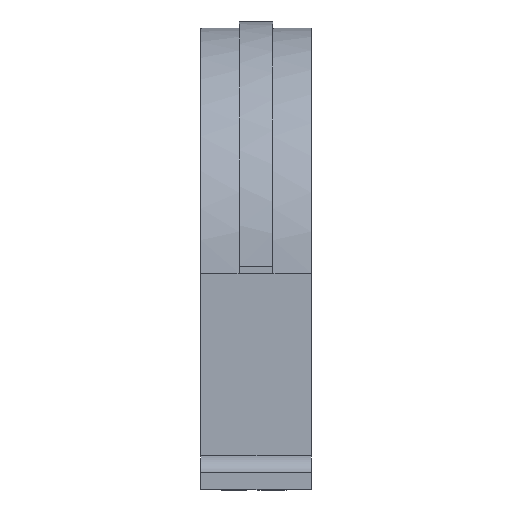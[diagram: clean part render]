
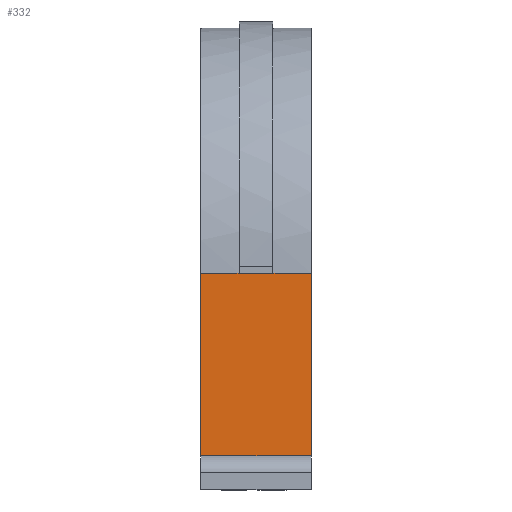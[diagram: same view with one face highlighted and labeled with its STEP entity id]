
A CAD part, left-side view. The second image highlights one B-rep face of the part: STEP entity #332.
In plain terms, the highlighted planar face has unit normal (-1, 0, 0).
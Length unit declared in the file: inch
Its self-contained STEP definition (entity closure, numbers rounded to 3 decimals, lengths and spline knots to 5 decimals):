
#248=EDGE_CURVE('',#657,#658,#659,.T.);
#250=EDGE_CURVE('',#661,#658,#662,.T.);
#254=EDGE_CURVE('',#612,#661,#668,.T.);
#332=ADVANCED_FACE('',(#787),#788,.T.);
#416=EDGE_CURVE('',#883,#905,#906,.T.);
#426=EDGE_CURVE('',#883,#612,#919,.T.);
#538=EDGE_CURVE('',#905,#657,#1055,.T.);
#612=VERTEX_POINT('',#1147);
#657=VERTEX_POINT('',#1233);
#658=VERTEX_POINT('',#1234);
#659=LINE('',#1235,#1236);
#661=VERTEX_POINT('',#1239);
#662=LINE('',#1240,#1241);
#668=LINE('',#1250,#1251);
#787=FACE_OUTER_BOUND('',#1489,.T.);
#788=PLANE('',#1490);
#883=VERTEX_POINT('',#1674);
#905=VERTEX_POINT('',#1709);
#906=LINE('',#1710,#1711);
#919=LINE('',#1731,#1732);
#1055=LINE('',#2043,#2044);
#1147=CARTESIAN_POINT('',(1.38369,1.0625,3.19193));
#1233=CARTESIAN_POINT('',(1.38369,0.,0.50316));
#1234=CARTESIAN_POINT('',(1.38369,0.,3.19193));
#1235=CARTESIAN_POINT('',(1.38369,0.,3.19193));
#1236=VECTOR('',#2201,1.0);
#1239=CARTESIAN_POINT('',(1.38369,0.5625,3.19193));
#1240=CARTESIAN_POINT('',(1.38369,1.625,3.19193));
#1241=VECTOR('',#2202,1.0);
#1250=CARTESIAN_POINT('',(1.38369,1.625,3.19193));
#1251=VECTOR('',#2204,1.0);
#1489=EDGE_LOOP('',(#2299,#2300,#2301,#2302,#2303,#2304));
#1490=AXIS2_PLACEMENT_3D('',#2305,#2306,#2307);
#1674=CARTESIAN_POINT('',(1.38369,1.625,3.19193));
#1709=CARTESIAN_POINT('',(1.38369,1.625,0.50316));
#1710=CARTESIAN_POINT('',(1.38369,1.625,3.19193));
#1711=VECTOR('',#2446,1.0);
#1731=CARTESIAN_POINT('',(1.38369,1.625,3.19193));
#1732=VECTOR('',#2468,1.0);
#2043=CARTESIAN_POINT('',(1.38369,1.625,0.50316));
#2044=VECTOR('',#2610,1.0);
#2201=DIRECTION('',(0.0,0.0,1.0));
#2202=DIRECTION('',(0.0,-1.0,0.0));
#2204=DIRECTION('',(0.0,-1.0,0.0));
#2299=ORIENTED_EDGE('',*,*,#426,.F.);
#2300=ORIENTED_EDGE('',*,*,#416,.T.);
#2301=ORIENTED_EDGE('',*,*,#538,.T.);
#2302=ORIENTED_EDGE('',*,*,#248,.T.);
#2303=ORIENTED_EDGE('',*,*,#250,.F.);
#2304=ORIENTED_EDGE('',*,*,#254,.F.);
#2305=CARTESIAN_POINT('',(1.38369,1.625,1.84755));
#2306=DIRECTION('',(-1.0,0.0,0.0));
#2307=DIRECTION('',(0.0,0.0,-1.0));
#2446=DIRECTION('',(0.0,0.0,-1.0));
#2468=DIRECTION('',(0.0,-1.0,0.0));
#2610=DIRECTION('',(0.0,-1.0,0.0));
